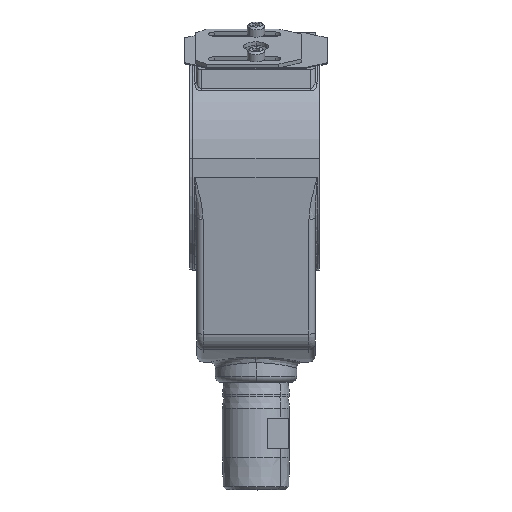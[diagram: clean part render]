
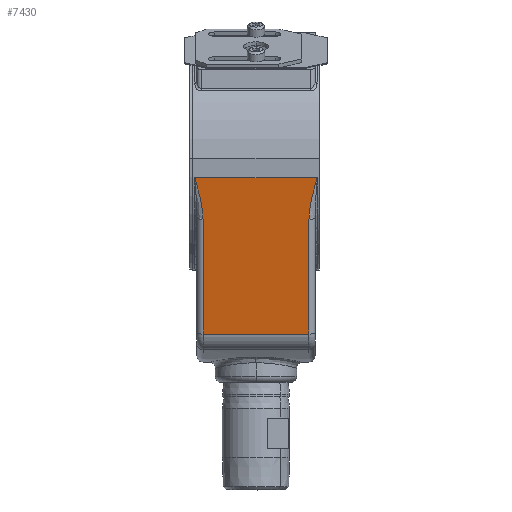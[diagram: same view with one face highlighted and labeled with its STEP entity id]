
A CAD part, top view. The second image highlights one B-rep face of the part: STEP entity #7430.
In plain terms, the highlighted planar face has unit normal (0, -0.174, 0.985).
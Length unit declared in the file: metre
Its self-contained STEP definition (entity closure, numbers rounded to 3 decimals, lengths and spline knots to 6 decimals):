
#122 = EDGE_CURVE ( 'NONE', #3601, #2495, #1002, .T. ) ;
#140 = VECTOR ( 'NONE', #3248, 1. ) ;
#356 = CARTESIAN_POINT ( 'NONE',  ( 0.02906, -0.01291, 0.053572 ) ) ;
#433 = EDGE_CURVE ( 'NONE', #8079, #10213, #3577, .T. ) ;
#452 = LINE ( 'NONE', #6364, #9428 ) ;
#564 = CARTESIAN_POINT ( 'NONE',  ( -0.028154, -0.016278, 0.052978 ) ) ;
#870 = EDGE_CURVE ( 'NONE', #3601, #8079, #452, .T. ) ;
#930 = CARTESIAN_POINT ( 'NONE',  ( 0.026277, -0.025676, 0.051321 ) ) ;
#1002 = LINE ( 'NONE', #6955, #5370 ) ;
#1444 = CARTESIAN_POINT ( 'NONE',  ( -0.02697, -0.021373, 0.05208 ) ) ;
#1557 = CARTESIAN_POINT ( 'NONE',  ( 0.03, -0.009551, 0.054164 ) ) ;
#1769 = DIRECTION ( 'NONE',  ( 0., 0.985, 0.174 ) ) ;
#2340 = CARTESIAN_POINT ( 'NONE',  ( -0.026277, -0.025676, 0.051321 ) ) ;
#2482 = CARTESIAN_POINT ( 'NONE',  ( -0.026, -0.086309, 0.04063 ) ) ;
#2495 = VERTEX_POINT ( 'NONE', #8409 ) ;
#2576 = ORIENTED_EDGE ( 'NONE', *, *, #6025, .T. ) ;
#2599 = ORIENTED_EDGE ( 'NONE', *, *, #870, .T. ) ;
#2629 = AXIS2_PLACEMENT_3D ( 'NONE', #8699, #7001, #1769 ) ;
#2674 = VERTEX_POINT ( 'NONE', #3134 ) ;
#2778 = CARTESIAN_POINT ( 'NONE',  ( 0.02664, -0.023089, 0.051777 ) ) ;
#2783 = ORIENTED_EDGE ( 'NONE', *, *, #9088, .T. ) ;
#2821 = CARTESIAN_POINT ( 'NONE',  ( 0.029, -0.009551, 0.054164 ) ) ;
#2852 = CARTESIAN_POINT ( 'NONE',  ( 0.028829, -0.013751, 0.053424 ) ) ;
#2896 = LINE ( 'NONE', #2821, #9540 ) ;
#3040 = VERTEX_POINT ( 'NONE', #10667 ) ;
#3134 = CARTESIAN_POINT ( 'NONE',  ( -0.03, -0.009551, 0.054164 ) ) ;
#3220 = CARTESIAN_POINT ( 'NONE',  ( -0.02604, -0.028275, 0.050863 ) ) ;
#3248 = DIRECTION ( 'NONE',  ( 0., -0.985, -0.174 ) ) ;
#3577 = B_SPLINE_CURVE_WITH_KNOTS ( 'NONE', 3,
 ( #5584, #5425, #8219, #4475, #930, #2778, #5349, #6443, #5269, #2852, #356, #7803, #6792, #1557 ),
 .UNSPECIFIED., .F., .F.,
 ( 4, 2, 2, 2, 2, 2, 4 ),
 ( 0., 0.002649, 0.005299, 0.010598, 0.015897, 0.018546, 0.021196 ),
 .UNSPECIFIED. ) ;
#3601 = VERTEX_POINT ( 'NONE', #5517 ) ;
#4044 = CARTESIAN_POINT ( 'NONE',  ( -0.03, -0.009551, 0.054164 ) ) ;
#4083 = CARTESIAN_POINT ( 'NONE',  ( -0.026, -0.030019, 0.050555 ) ) ;
#4310 = DIRECTION ( 'NONE',  ( -1., 0., 0. ) ) ;
#4475 = CARTESIAN_POINT ( 'NONE',  ( 0.026179, -0.02654, 0.051169 ) ) ;
#4519 = LINE ( 'NONE', #2482, #140 ) ;
#4566 = DIRECTION ( 'NONE',  ( -1., 0., 0. ) ) ;
#5098 = B_SPLINE_CURVE_WITH_KNOTS ( 'NONE', 3,
 ( #4044, #6647, #5793, #564, #6687, #1444, #7559, #2340, #8417, #3220, #9275, #4083 ),
 .UNSPECIFIED., .F., .F.,
 ( 4, 2, 2, 2, 2, 4 ),
 ( -0.000046, 0.00526, 0.010567, 0.015873, 0.018526, 0.021179 ),
 .UNSPECIFIED. ) ;
#5269 = CARTESIAN_POINT ( 'NONE',  ( 0.028154, -0.016278, 0.052978 ) ) ;
#5349 = CARTESIAN_POINT ( 'NONE',  ( 0.02697, -0.021373, 0.05208 ) ) ;
#5370 = VECTOR ( 'NONE', #4310, 1. ) ;
#5425 = CARTESIAN_POINT ( 'NONE',  ( 0.026, -0.029145, 0.050709 ) ) ;
#5517 = CARTESIAN_POINT ( 'NONE',  ( 0.026, -0.086309, 0.04063 ) ) ;
#5584 = CARTESIAN_POINT ( 'NONE',  ( 0.026, -0.030019, 0.050555 ) ) ;
#5793 = CARTESIAN_POINT ( 'NONE',  ( -0.029054, -0.012909, 0.053572 ) ) ;
#6025 = EDGE_CURVE ( 'NONE', #2674, #3040, #5098, .T. ) ;
#6364 = CARTESIAN_POINT ( 'NONE',  ( 0.026, -0.019926, 0.052335 ) ) ;
#6443 = CARTESIAN_POINT ( 'NONE',  ( 0.027726, -0.017968, 0.05268 ) ) ;
#6471 = ORIENTED_EDGE ( 'NONE', *, *, #6764, .T. ) ;
#6647 = CARTESIAN_POINT ( 'NONE',  ( -0.029527, -0.011229, 0.053868 ) ) ;
#6687 = CARTESIAN_POINT ( 'NONE',  ( -0.027726, -0.017968, 0.05268 ) ) ;
#6764 = EDGE_CURVE ( 'NONE', #3040, #2495, #4519, .T. ) ;
#6792 = CARTESIAN_POINT ( 'NONE',  ( 0.029764, -0.010389, 0.054017 ) ) ;
#6955 = CARTESIAN_POINT ( 'NONE',  ( 0.029, -0.086309, 0.04063 ) ) ;
#7001 = DIRECTION ( 'NONE',  ( 0., 0.174, -0.985 ) ) ;
#7430 = ADVANCED_FACE ( 'NONE', ( #8863 ), #10411, .F. ) ;
#7559 = CARTESIAN_POINT ( 'NONE',  ( -0.02664, -0.023089, 0.051777 ) ) ;
#7803 = CARTESIAN_POINT ( 'NONE',  ( 0.029527, -0.01123, 0.053868 ) ) ;
#7982 = DIRECTION ( 'NONE',  ( 0., 0.985, 0.174 ) ) ;
#8079 = VERTEX_POINT ( 'NONE', #10037 ) ;
#8219 = CARTESIAN_POINT ( 'NONE',  ( 0.02604, -0.028275, 0.050863 ) ) ;
#8409 = CARTESIAN_POINT ( 'NONE',  ( -0.026, -0.086309, 0.04063 ) ) ;
#8417 = CARTESIAN_POINT ( 'NONE',  ( -0.026179, -0.02654, 0.051169 ) ) ;
#8507 = EDGE_LOOP ( 'NONE', ( #2783, #2576, #6471, #11253, #2599, #9942 ) ) ;
#8699 = CARTESIAN_POINT ( 'NONE',  ( 0.029, -0.009551, 0.054164 ) ) ;
#8863 = FACE_OUTER_BOUND ( 'NONE', #8507, .T. ) ;
#9088 = EDGE_CURVE ( 'NONE', #10213, #2674, #2896, .T. ) ;
#9275 = CARTESIAN_POINT ( 'NONE',  ( -0.026, -0.029145, 0.050709 ) ) ;
#9414 = CARTESIAN_POINT ( 'NONE',  ( 0.03, -0.009551, 0.054164 ) ) ;
#9428 = VECTOR ( 'NONE', #7982, 1. ) ;
#9540 = VECTOR ( 'NONE', #4566, 1. ) ;
#9942 = ORIENTED_EDGE ( 'NONE', *, *, #433, .T. ) ;
#10037 = CARTESIAN_POINT ( 'NONE',  ( 0.026, -0.030019, 0.050555 ) ) ;
#10213 = VERTEX_POINT ( 'NONE', #9414 ) ;
#10411 = PLANE ( 'NONE',  #2629 ) ;
#10667 = CARTESIAN_POINT ( 'NONE',  ( -0.026, -0.030019, 0.050555 ) ) ;
#11253 = ORIENTED_EDGE ( 'NONE', *, *, #122, .F. ) ;
